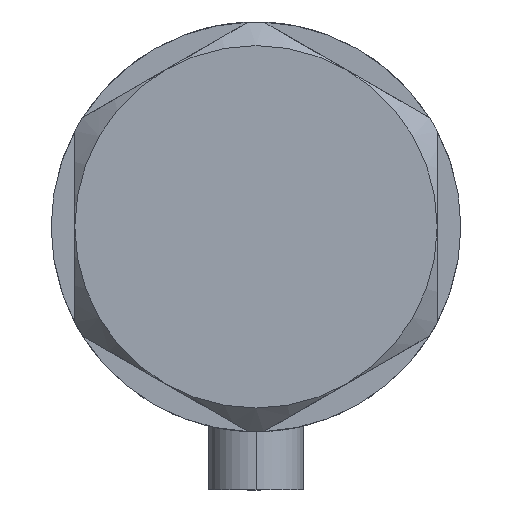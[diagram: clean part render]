
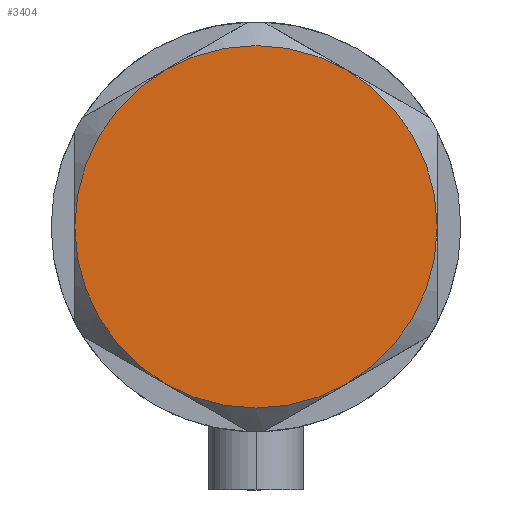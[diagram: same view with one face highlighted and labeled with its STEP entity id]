
A CAD part, left-side view. The second image highlights one B-rep face of the part: STEP entity #3404.
In plain terms, the highlighted face is planar.
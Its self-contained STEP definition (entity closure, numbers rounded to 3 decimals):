
#27 = VERTEX_POINT ( 'NONE', #2510 ) ;
#35 = EDGE_CURVE ( 'NONE', #27, #898, #4380, .T. ) ;
#142 = CIRCLE ( 'NONE', #2271, 23. ) ;
#144 = EDGE_CURVE ( 'NONE', #3287, #2816, #142, .T. ) ;
#182 = EDGE_CURVE ( 'NONE', #207, #2052, #532, .T. ) ;
#207 = VERTEX_POINT ( 'NONE', #4592 ) ;
#473 = CIRCLE ( 'NONE', #1099, 23. ) ;
#532 = CIRCLE ( 'NONE', #2100, 23. ) ;
#578 = DIRECTION ( 'NONE',  ( 1., 0., 0. ) ) ;
#581 = ORIENTED_EDGE ( 'NONE', *, *, #35, .T. ) ;
#767 = DIRECTION ( 'NONE',  ( 1., 0., 0. ) ) ;
#898 = VERTEX_POINT ( 'NONE', #3662 ) ;
#914 = CARTESIAN_POINT ( 'NONE',  ( 0., 0., 9. ) ) ;
#1026 = CARTESIAN_POINT ( 'NONE',  ( 0., 0., 9. ) ) ;
#1099 = AXIS2_PLACEMENT_3D ( 'NONE', #914, #1266, #578 ) ;
#1166 = DIRECTION ( 'NONE',  ( 1., 0., 0. ) ) ;
#1266 = DIRECTION ( 'NONE',  ( 0., 0., 1. ) ) ;
#1279 = DIRECTION ( 'NONE',  ( 0., 0., 1. ) ) ;
#1364 = DIRECTION ( 'NONE',  ( 0., 0., 1. ) ) ;
#1389 = CARTESIAN_POINT ( 'NONE',  ( 11.5, -19.919, 9. ) ) ;
#1584 = FACE_OUTER_BOUND ( 'NONE', #3806, .T. ) ;
#1604 = PLANE ( 'NONE',  #2201 ) ;
#1774 = ORIENTED_EDGE ( 'NONE', *, *, #2756, .T. ) ;
#2052 = VERTEX_POINT ( 'NONE', #3264 ) ;
#2100 = AXIS2_PLACEMENT_3D ( 'NONE', #4613, #4312, #2753 ) ;
#2201 = AXIS2_PLACEMENT_3D ( 'NONE', #2759, #4254, #4849 ) ;
#2271 = AXIS2_PLACEMENT_3D ( 'NONE', #3361, #4866, #1166 ) ;
#2349 = AXIS2_PLACEMENT_3D ( 'NONE', #1026, #1364, #4035 ) ;
#2510 = CARTESIAN_POINT ( 'NONE',  ( -23., 0., 9. ) ) ;
#2643 = ORIENTED_EDGE ( 'NONE', *, *, #3494, .T. ) ;
#2753 = DIRECTION ( 'NONE',  ( 1., 0., 0. ) ) ;
#2756 = EDGE_CURVE ( 'NONE', #2052, #27, #3686, .T. ) ;
#2759 = CARTESIAN_POINT ( 'NONE',  ( 0., 0., 9. ) ) ;
#2816 = VERTEX_POINT ( 'NONE', #3251 ) ;
#2991 = EDGE_CURVE ( 'NONE', #898, #3287, #3767, .T. ) ;
#3036 = CARTESIAN_POINT ( 'NONE',  ( 0., 0., 9. ) ) ;
#3251 = CARTESIAN_POINT ( 'NONE',  ( 23., 0., 9. ) ) ;
#3264 = CARTESIAN_POINT ( 'NONE',  ( -11.5, 19.919, 9. ) ) ;
#3287 = VERTEX_POINT ( 'NONE', #1389 ) ;
#3361 = CARTESIAN_POINT ( 'NONE',  ( 0., 0., 9. ) ) ;
#3404 = ADVANCED_FACE ( 'NONE', ( #1584 ), #1604, .T. ) ;
#3479 = DIRECTION ( 'NONE',  ( 1., 0., 0. ) ) ;
#3494 = EDGE_CURVE ( 'NONE', #2816, #207, #473, .T. ) ;
#3498 = ORIENTED_EDGE ( 'NONE', *, *, #2991, .T. ) ;
#3662 = CARTESIAN_POINT ( 'NONE',  ( -11.5, -19.919, 9. ) ) ;
#3686 = CIRCLE ( 'NONE', #4313, 23. ) ;
#3767 = CIRCLE ( 'NONE', #3922, 23. ) ;
#3806 = EDGE_LOOP ( 'NONE', ( #3924, #2643, #3965, #1774, #581, #3498 ) ) ;
#3922 = AXIS2_PLACEMENT_3D ( 'NONE', #3036, #4140, #767 ) ;
#3924 = ORIENTED_EDGE ( 'NONE', *, *, #144, .T. ) ;
#3963 = CARTESIAN_POINT ( 'NONE',  ( 0., 0., 9. ) ) ;
#3965 = ORIENTED_EDGE ( 'NONE', *, *, #182, .T. ) ;
#4035 = DIRECTION ( 'NONE',  ( 1., 0., 0. ) ) ;
#4140 = DIRECTION ( 'NONE',  ( 0., 0., 1. ) ) ;
#4254 = DIRECTION ( 'NONE',  ( 0., 0., 1. ) ) ;
#4312 = DIRECTION ( 'NONE',  ( 0., 0., 1. ) ) ;
#4313 = AXIS2_PLACEMENT_3D ( 'NONE', #3963, #1279, #3479 ) ;
#4380 = CIRCLE ( 'NONE', #2349, 23. ) ;
#4592 = CARTESIAN_POINT ( 'NONE',  ( 11.5, 19.919, 9. ) ) ;
#4613 = CARTESIAN_POINT ( 'NONE',  ( 0., 0., 9. ) ) ;
#4849 = DIRECTION ( 'NONE',  ( 1., 0., 0. ) ) ;
#4866 = DIRECTION ( 'NONE',  ( 0., 0., 1. ) ) ;
